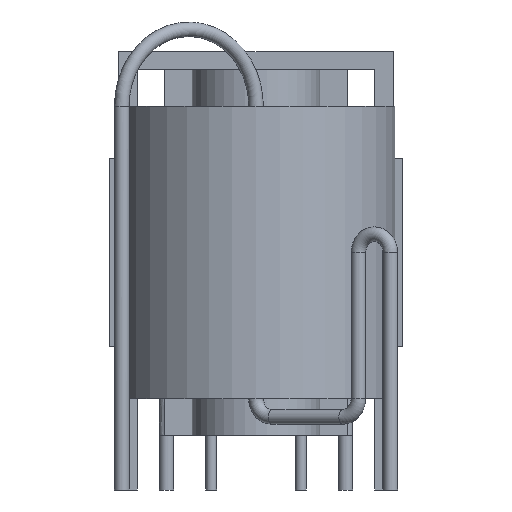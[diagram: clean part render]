
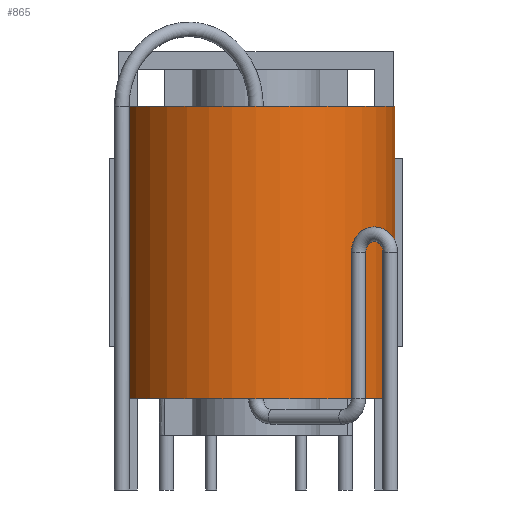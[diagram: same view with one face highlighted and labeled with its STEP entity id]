
A CAD part, front view. The second image highlights one B-rep face of the part: STEP entity #865.
In plain terms, the highlighted cylindrical face has radius 7.6 mm (diameter 15.2 mm), a partial arc.
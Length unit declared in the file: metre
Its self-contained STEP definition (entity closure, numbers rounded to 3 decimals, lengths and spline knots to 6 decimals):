
#20=CYLINDRICAL_SURFACE('',#1018,0.0076);
#36=CIRCLE('',#1019,0.0076);
#37=CIRCLE('',#1020,0.0076);
#94=ORIENTED_EDGE('',*,*,#322,.T.);
#95=ORIENTED_EDGE('',*,*,#323,.F.);
#96=ORIENTED_EDGE('',*,*,#324,.F.);
#97=ORIENTED_EDGE('',*,*,#325,.T.);
#322=EDGE_CURVE('',#435,#436,#36,.T.);
#323=EDGE_CURVE('',#437,#436,#513,.T.);
#324=EDGE_CURVE('',#438,#437,#37,.T.);
#325=EDGE_CURVE('',#438,#435,#514,.T.);
#435=VERTEX_POINT('',#1387);
#436=VERTEX_POINT('',#1388);
#437=VERTEX_POINT('',#1390);
#438=VERTEX_POINT('',#1392);
#513=LINE('',#1389,#599);
#514=LINE('',#1393,#600);
#599=VECTOR('',#1130,1.);
#600=VECTOR('',#1133,1.);
#676=EDGE_LOOP('',(#94,#95,#96,#97));
#754=FACE_BOUND('',#676,.T.);
#865=ADVANCED_FACE('',(#754),#20,.T.);
#1018=AXIS2_PLACEMENT_3D('',#1385,#1126,#1127);
#1019=AXIS2_PLACEMENT_3D('',#1386,#1128,#1129);
#1020=AXIS2_PLACEMENT_3D('',#1391,#1131,#1132);
#1126=DIRECTION('',(0.,0.,-1.));
#1127=DIRECTION('',(-1.,0.,0.));
#1128=DIRECTION('',(0.,0.,1.));
#1129=DIRECTION('',(1.,0.,0.));
#1130=DIRECTION('',(0.,0.,-1.));
#1131=DIRECTION('',(0.,0.,1.));
#1132=DIRECTION('',(1.,0.,0.));
#1133=DIRECTION('',(0.,0.,-1.));
#1385=CARTESIAN_POINT('',(0.,0.,0.02));
#1386=CARTESIAN_POINT('',(0.,0.,0.002));
#1387=CARTESIAN_POINT('',(-0.005,0.005724,0.002));
#1388=CARTESIAN_POINT('',(0.005,0.005724,0.002));
#1389=CARTESIAN_POINT('',(0.005,0.005724,0.02));
#1390=CARTESIAN_POINT('',(0.005,0.005724,0.018));
#1391=CARTESIAN_POINT('',(0.,0.,0.018));
#1392=CARTESIAN_POINT('',(-0.005,0.005724,0.018));
#1393=CARTESIAN_POINT('',(-0.005,0.005724,0.02));
